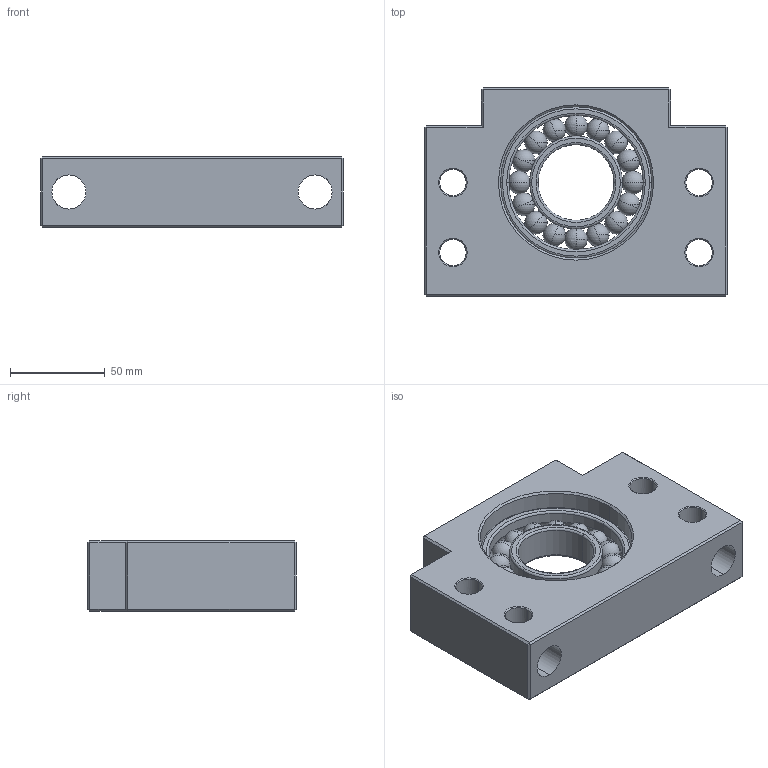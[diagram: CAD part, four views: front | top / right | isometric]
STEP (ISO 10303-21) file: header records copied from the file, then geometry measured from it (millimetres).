
FILE_DESCRIPTION (( 'STEP AP214' ), '1' );
FILE_NAME ('BF40.STEP', '2025-11-07T09:18:01', ( '' ), ( '' ), 'SwSTEP 2.0', 'SolidWorks 2024', '' );
FILE_SCHEMA (( 'AUTOMOTIVE_DESIGN' ));
Length unit declared in the file: millimetre
Products named in the file (1): BF40
Bounding box: 160 x 110 x 37 mm (x, y, z)
Volume: 395277.3 mm3; surface area: 86299.6 mm2
Topology: 19 solids, 19 shells, 449 faces, 1188 edges, 758 vertices
Faces by surface type: plane 211, bspline 108, sphere 46, cylinder 38, cone 24, torus 22
Entity records: 21925 total; most frequent: CARTESIAN_POINT 11804, ORIENTED_EDGE 2192, DIRECTION 1702, EDGE_CURVE 1096, VERTEX_POINT 702, LINE 678, VECTOR 678, AXIS2_PLACEMENT_3D 512
